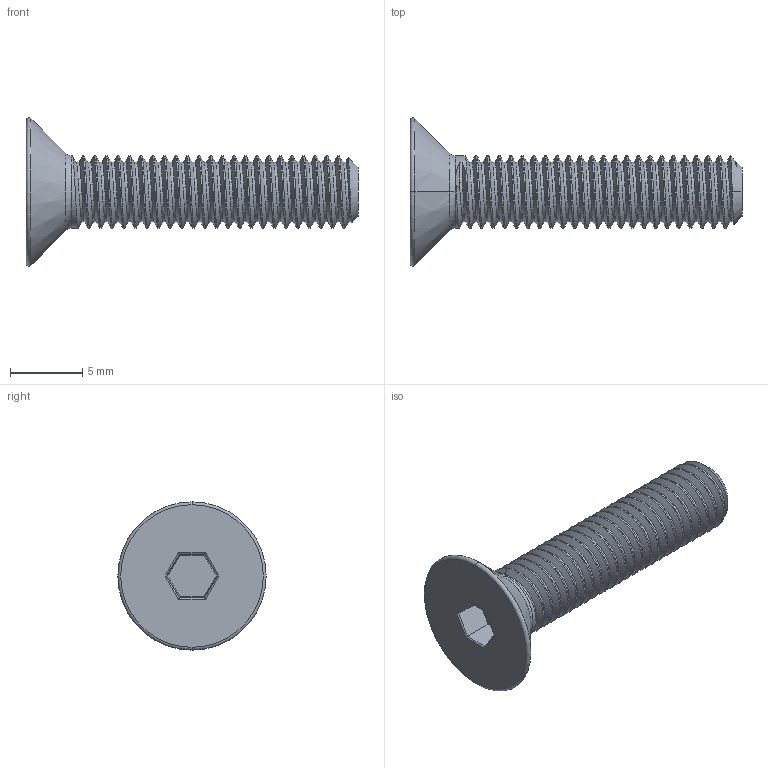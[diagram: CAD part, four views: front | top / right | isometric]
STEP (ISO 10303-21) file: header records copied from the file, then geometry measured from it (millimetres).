
FILE_DESCRIPTION (( 'STEP AP203' ), '1' );
FILE_NAME ('M5_Countersunk_20.STEP', '2020-03-15T18:31:37', ( '' ), ( '' ), 'SwSTEP 2.0', 'SolidWorks 2018', '' );
FILE_SCHEMA (( 'CONFIG_CONTROL_DESIGN' ));
Length unit declared in the file: millimetre
Products named in the file (1): M5_Countersunk_20
Bounding box: 22.9 x 10.23 x 10.23 mm (x, y, z)
Volume: 452.4 mm3; surface area: 661.2 mm2
Topology: 1 solids, 1 shells, 78 faces, 211 edges, 136 vertices
Faces by surface type: cylinder 54, plane 13, torus 4, cone 4, bspline 3
Entity records: 6063 total; most frequent: CARTESIAN_POINT 4368, ORIENTED_EDGE 422, DIRECTION 261, EDGE_CURVE 211, VERTEX_POINT 136, AXIS2_PLACEMENT_3D 91, EDGE_LOOP 79, VECTOR 79
